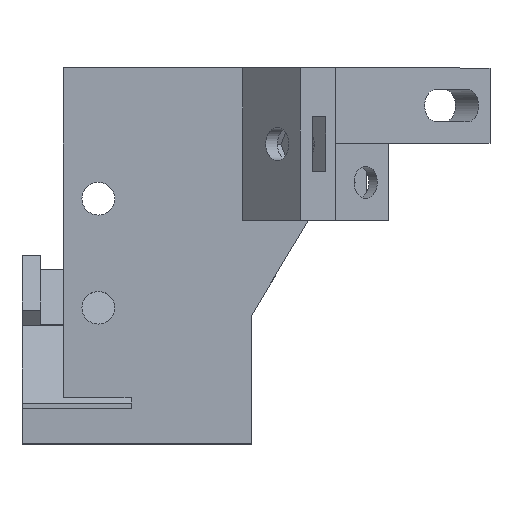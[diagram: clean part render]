
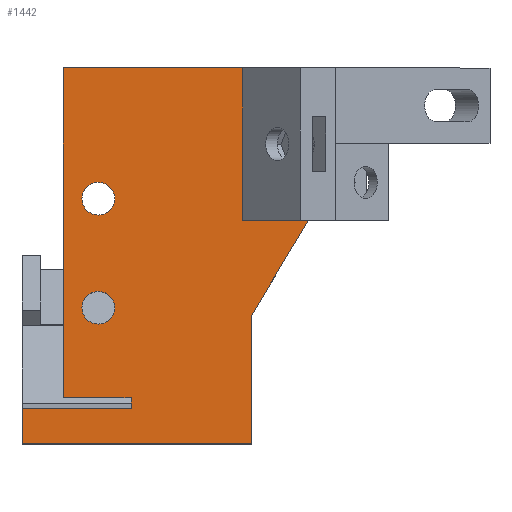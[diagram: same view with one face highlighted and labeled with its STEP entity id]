
A CAD part, top view. The second image highlights one B-rep face of the part: STEP entity #1442.
In plain terms, the highlighted planar face has unit normal (0, 0, 1).
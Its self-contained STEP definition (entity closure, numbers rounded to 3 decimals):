
#40=FACE_BOUND('',#217,.T.);
#41=FACE_BOUND('',#218,.T.);
#57=CIRCLE('',#1538,1.5);
#59=CIRCLE('',#1541,1.5);
#129=FACE_OUTER_BOUND('',#216,.T.);
#216=EDGE_LOOP('',(#1247,#1248,#1249,#1250,#1251,#1252,#1253,#1254,#1255,
#1256,#1257));
#217=EDGE_LOOP('',(#1258));
#218=EDGE_LOOP('',(#1259));
#244=LINE('',#1968,#421);
#282=LINE('',#2059,#459);
#305=LINE('',#2102,#482);
#321=LINE('',#2140,#498);
#323=LINE('',#2146,#500);
#333=LINE('',#2166,#510);
#342=LINE('',#2183,#519);
#346=LINE('',#2190,#523);
#353=LINE('',#2203,#530);
#357=LINE('',#2209,#534);
#388=LINE('',#2292,#565);
#421=VECTOR('',#1584,10.);
#459=VECTOR('',#1666,10.);
#482=VECTOR('',#1697,10.);
#498=VECTOR('',#1723,10.);
#500=VECTOR('',#1729,10.);
#510=VECTOR('',#1749,10.);
#519=VECTOR('',#1764,10.);
#523=VECTOR('',#1770,10.);
#530=VECTOR('',#1779,10.);
#534=VECTOR('',#1787,10.);
#565=VECTOR('',#1884,10.);
#598=VERTEX_POINT('',#1965);
#599=VERTEX_POINT('',#1967);
#629=VERTEX_POINT('',#2056);
#630=VERTEX_POINT('',#2058);
#645=VERTEX_POINT('',#2098);
#646=VERTEX_POINT('',#2100);
#662=VERTEX_POINT('',#2137);
#663=VERTEX_POINT('',#2139);
#665=VERTEX_POINT('',#2145);
#677=VERTEX_POINT('',#2188);
#679=VERTEX_POINT('',#2193);
#696=VERTEX_POINT('',#2269);
#698=VERTEX_POINT('',#2275);
#730=EDGE_CURVE('',#599,#598,#244,.T.);
#775=EDGE_CURVE('',#629,#630,#282,.T.);
#798=EDGE_CURVE('',#646,#645,#305,.T.);
#815=EDGE_CURVE('',#663,#662,#321,.T.);
#818=EDGE_CURVE('',#665,#663,#323,.T.);
#829=EDGE_CURVE('',#630,#662,#333,.T.);
#838=EDGE_CURVE('',#645,#598,#342,.T.);
#842=EDGE_CURVE('',#677,#646,#346,.T.);
#849=EDGE_CURVE('',#679,#665,#353,.T.);
#853=EDGE_CURVE('',#679,#677,#357,.T.);
#882=EDGE_CURVE('',#696,#696,#57,.T.);
#885=EDGE_CURVE('',#698,#698,#59,.T.);
#892=EDGE_CURVE('',#599,#629,#388,.T.);
#1247=ORIENTED_EDGE('',*,*,#775,.F.);
#1248=ORIENTED_EDGE('',*,*,#892,.F.);
#1249=ORIENTED_EDGE('',*,*,#730,.T.);
#1250=ORIENTED_EDGE('',*,*,#838,.F.);
#1251=ORIENTED_EDGE('',*,*,#798,.F.);
#1252=ORIENTED_EDGE('',*,*,#842,.F.);
#1253=ORIENTED_EDGE('',*,*,#853,.F.);
#1254=ORIENTED_EDGE('',*,*,#849,.T.);
#1255=ORIENTED_EDGE('',*,*,#818,.T.);
#1256=ORIENTED_EDGE('',*,*,#815,.T.);
#1257=ORIENTED_EDGE('',*,*,#829,.F.);
#1258=ORIENTED_EDGE('',*,*,#885,.F.);
#1259=ORIENTED_EDGE('',*,*,#882,.F.);
#1369=PLANE('',#1550);
#1442=ADVANCED_FACE('',(#129,#40,#41),#1369,.F.);
#1538=AXIS2_PLACEMENT_3D('',#2271,#1857,#1858);
#1541=AXIS2_PLACEMENT_3D('',#2277,#1864,#1865);
#1550=AXIS2_PLACEMENT_3D('',#2294,#1887,#1888);
#1584=DIRECTION('',(-1.,0.,0.));
#1666=DIRECTION('',(1.,0.,0.));
#1697=DIRECTION('',(-1.,0.,0.));
#1723=DIRECTION('',(0.,1.,0.));
#1729=DIRECTION('',(1.,0.,0.));
#1749=DIRECTION('',(-0.513,-0.858,0.));
#1764=DIRECTION('',(0.,1.,0.));
#1770=DIRECTION('',(0.,1.,0.));
#1779=DIRECTION('',(0.,-1.,0.));
#1787=DIRECTION('',(1.,0.,0.));
#1857=DIRECTION('center_axis',(0.,0.,1.));
#1858=DIRECTION('ref_axis',(-1.,0.,0.));
#1864=DIRECTION('center_axis',(0.,0.,1.));
#1865=DIRECTION('ref_axis',(-1.,0.,0.));
#1884=DIRECTION('',(0.,-1.,0.));
#1887=DIRECTION('center_axis',(0.,0.,-1.));
#1888=DIRECTION('ref_axis',(1.,0.,0.));
#1965=CARTESIAN_POINT('',(-3.2,7.,25.4));
#1967=CARTESIAN_POINT('',(13.229,7.,25.4));
#1968=CARTESIAN_POINT('',(7.,7.,25.4));
#2056=CARTESIAN_POINT('',(13.229,-7.,25.4));
#2058=CARTESIAN_POINT('',(19.25,-7.,25.4));
#2059=CARTESIAN_POINT('',(7.,-7.,25.4));
#2098=CARTESIAN_POINT('',(-3.2,-23.239,25.4));
#2100=CARTESIAN_POINT('',(3.,-23.239,25.4));
#2102=CARTESIAN_POINT('',(-3.5,-23.239,25.4));
#2137=CARTESIAN_POINT('',(14.,-15.781,25.4));
#2139=CARTESIAN_POINT('',(14.,-27.489,25.4));
#2140=CARTESIAN_POINT('',(14.,-27.489,25.4));
#2145=CARTESIAN_POINT('',(-7.,-27.489,25.4));
#2146=CARTESIAN_POINT('',(-7.,-27.489,25.4));
#2166=CARTESIAN_POINT('',(19.25,-7.,25.4));
#2183=CARTESIAN_POINT('',(-3.2,-3.75,25.4));
#2188=CARTESIAN_POINT('',(3.,-24.239,25.4));
#2190=CARTESIAN_POINT('',(3.,-19.12,25.4));
#2193=CARTESIAN_POINT('',(-7.,-24.239,25.4));
#2203=CARTESIAN_POINT('',(-7.,-12.5,25.4));
#2209=CARTESIAN_POINT('',(-3.5,-24.239,25.4));
#2269=CARTESIAN_POINT('',(1.5,-15.,25.4));
#2271=CARTESIAN_POINT('Origin',(0.,-15.,25.4));
#2275=CARTESIAN_POINT('',(1.5,-5.,25.4));
#2277=CARTESIAN_POINT('Origin',(0.,-5.,25.4));
#2292=CARTESIAN_POINT('',(13.229,-3.75,25.4));
#2294=CARTESIAN_POINT('Origin',(13.125,-17.245,25.4));
